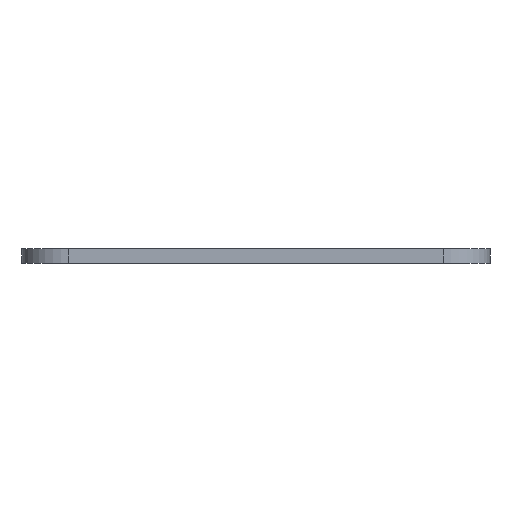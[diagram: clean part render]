
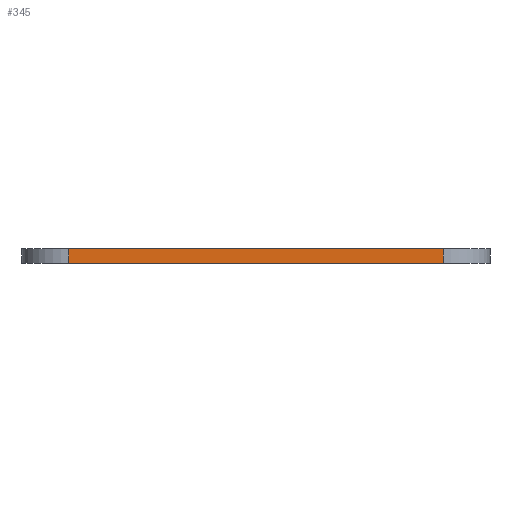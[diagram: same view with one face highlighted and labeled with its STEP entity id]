
A CAD part, left-side view. The second image highlights one B-rep face of the part: STEP entity #345.
In plain terms, the highlighted planar face has unit normal (-1, 0, 0).
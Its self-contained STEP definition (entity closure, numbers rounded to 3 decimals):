
#55 = EDGE_CURVE ( 'NONE', #483, #172, #592, .T. ) ;
#59 = ORIENTED_EDGE ( 'NONE', *, *, #55, .F. ) ;
#76 = AXIS2_PLACEMENT_3D ( 'NONE', #214, #514, #198 ) ;
#172 = VERTEX_POINT ( 'NONE', #173 ) ;
#173 = CARTESIAN_POINT ( 'NONE',  ( -85., -40., 0. ) ) ;
#198 = DIRECTION ( 'NONE',  ( 0., 0., -1. ) ) ;
#214 = CARTESIAN_POINT ( 'NONE',  ( -85., 0., 3. ) ) ;
#274 = DIRECTION ( 'NONE',  ( 0., -1., 0. ) ) ;
#275 = VECTOR ( 'NONE', #1468, 1000. ) ;
#345 = ADVANCED_FACE ( 'NONE', ( #505 ), #1529, .F. ) ;
#352 = CARTESIAN_POINT ( 'NONE',  ( -85., -40., 3. ) ) ;
#355 = CARTESIAN_POINT ( 'NONE',  ( -85., 40., 0. ) ) ;
#365 = VECTOR ( 'NONE', #274, 1000. ) ;
#373 = ORIENTED_EDGE ( 'NONE', *, *, #1113, .T. ) ;
#385 = VECTOR ( 'NONE', #731, 1000. ) ;
#417 = ORIENTED_EDGE ( 'NONE', *, *, #438, .T. ) ;
#438 = EDGE_CURVE ( 'NONE', #1641, #172, #1213, .T. ) ;
#483 = VERTEX_POINT ( 'NONE', #352 ) ;
#505 = FACE_OUTER_BOUND ( 'NONE', #1798, .T. ) ;
#514 = DIRECTION ( 'NONE',  ( 1., 0., 0. ) ) ;
#592 = LINE ( 'NONE', #1327, #385 ) ;
#691 = CARTESIAN_POINT ( 'NONE',  ( -85., 40., 3. ) ) ;
#731 = DIRECTION ( 'NONE',  ( 0., 0., -1. ) ) ;
#924 = VERTEX_POINT ( 'NONE', #691 ) ;
#936 = DIRECTION ( 'NONE',  ( 0., -1., 0. ) ) ;
#1000 = LINE ( 'NONE', #1592, #365 ) ;
#1055 = EDGE_CURVE ( 'NONE', #924, #483, #1000, .T. ) ;
#1068 = CARTESIAN_POINT ( 'NONE',  ( -85., 40., 3. ) ) ;
#1113 = EDGE_CURVE ( 'NONE', #924, #1641, #1188, .T. ) ;
#1188 = LINE ( 'NONE', #1068, #275 ) ;
#1213 = LINE ( 'NONE', #1359, #1571 ) ;
#1271 = ORIENTED_EDGE ( 'NONE', *, *, #1055, .F. ) ;
#1327 = CARTESIAN_POINT ( 'NONE',  ( -85., -40., 3. ) ) ;
#1359 = CARTESIAN_POINT ( 'NONE',  ( -85., 0., 0. ) ) ;
#1468 = DIRECTION ( 'NONE',  ( 0., 0., -1. ) ) ;
#1529 = PLANE ( 'NONE',  #76 ) ;
#1571 = VECTOR ( 'NONE', #936, 1000. ) ;
#1592 = CARTESIAN_POINT ( 'NONE',  ( -85., 0., 3. ) ) ;
#1641 = VERTEX_POINT ( 'NONE', #355 ) ;
#1798 = EDGE_LOOP ( 'NONE', ( #417, #59, #1271, #373 ) ) ;
